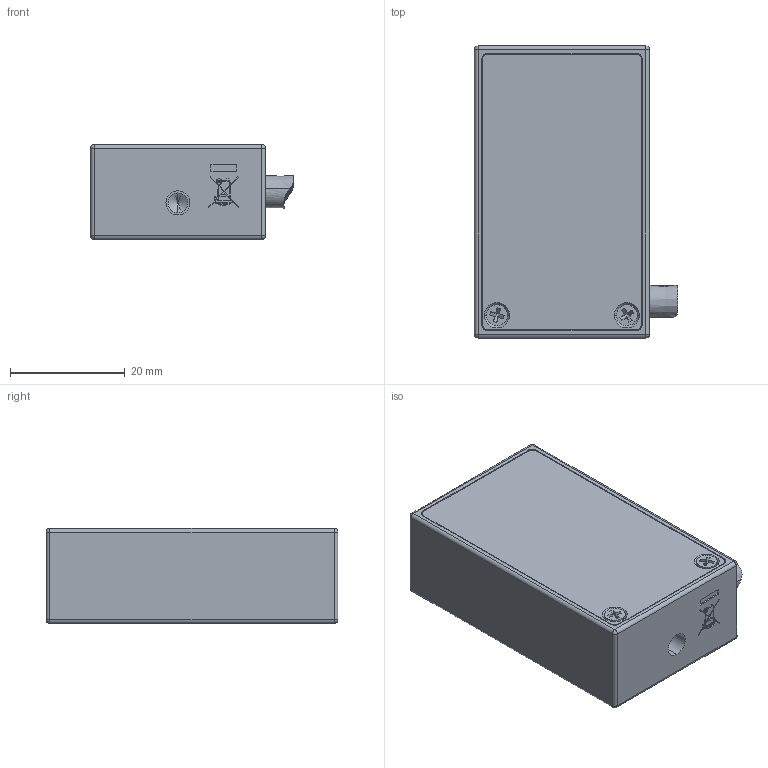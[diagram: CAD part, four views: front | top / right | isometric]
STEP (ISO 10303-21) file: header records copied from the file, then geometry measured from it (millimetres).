
FILE_DESCRIPTION (( 'STEP AP214' ), '1' );
FILE_NAME ('13183-EOW.STEP', '2008-01-22T13:44:37', ( 'Admin' ), ( 'Thorlabs, Inc.' ), 'SwSTEP 2.0', 'SolidWorks 2007', '' );
FILE_SCHEMA (( 'AUTOMOTIVE_DESIGN' ));
Length unit declared in the file: inch
Products named in the file (6): Flat Head 100 Screw_AI_CR-FHM1 0.086-56x0.125x0.125-N; 13138-002_Standard; 13183-001_Etching; QuadrantDetector; Cable; 13183-EOW
Assembly tree (6 placements, depth 2):
  13183-EOW
    QuadrantDetector
    Flat Head 100 Screw_AI_CR-FHM1 0.086-56x0.125x0.125-N  x2
    13183-001_Etching
    Cable
    13138-002_Standard
Bounding box: 35.37 x 50.8 x 16.54 mm (x, y, z)
Volume: 15514.6 mm3; surface area: 12018.7 mm2
Topology: 18 solids, 18 shells, 639 faces, 1607 edges, 1041 vertices
Faces by surface type: plane 356, bspline 162, cylinder 94, cone 19, sphere 8
Entity records: 35370 total; most frequent: CARTESIAN_POINT 13394, ORIENTED_EDGE 3098, DIRECTION 2371, EDGE_CURVE 1549, VERTEX_POINT 1017, VECTOR 1005, LINE 1005, EDGE_LOOP 698
